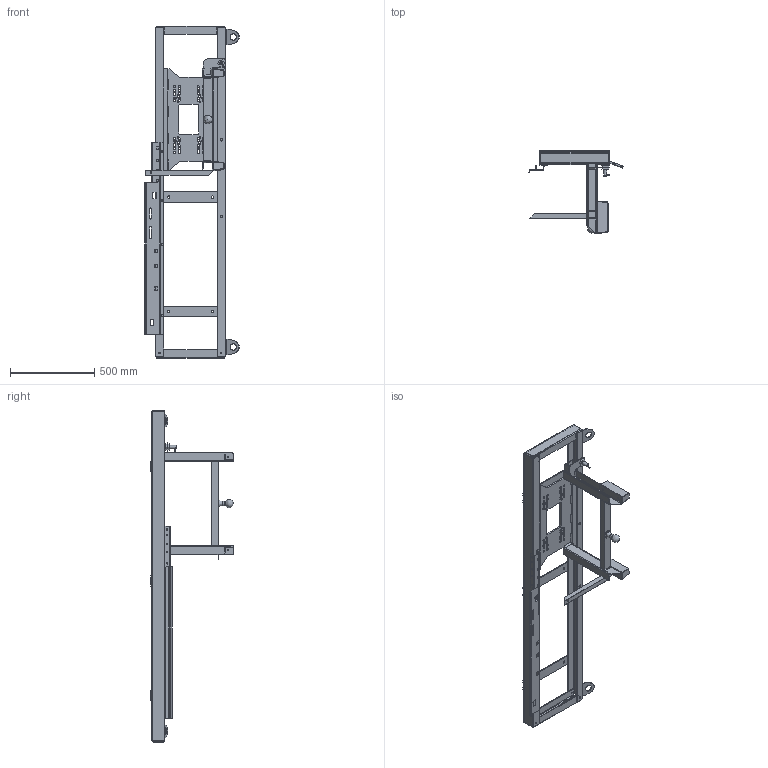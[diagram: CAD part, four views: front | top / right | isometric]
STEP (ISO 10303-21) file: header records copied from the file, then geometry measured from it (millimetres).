
FILE_DESCRIPTION(/* description */ (''),/* implementation_level */ '2;1');
FILE_NAME(/* name */ '632-045_Windenverschub.stp',/* time_stamp */ '2018-08-27T16:46:00+02:00',/* author */ ('lang1ph'),/* organization */ (''),/* preprocessor_version */ 'ST-DEVELOPER v17',/* originating_system */ 'Autodesk Inventor 2018',/* authorisation */ '');
FILE_SCHEMA (('AUTOMOTIVE_DESIGN { 1 0 10303 214 3 1 1 }'));
Length unit declared in the file: millimetre
Products named in the file (1): Windenverschub 632 045 mit Schweißnähten_Shrinkwrap_1
Bounding box: 561.5 x 490.74 x 1970 mm (x, y, z)
Surface area: 3345257.7 mm2 (no closed solid volume)
Topology: 0 solids, 69 shells, 656 faces, 1870 edges, 1284 vertices
Faces by surface type: plane 429, cylinder 210, bspline 9, torus 6, cone 2
Full cylindrical faces by diameter (mm): 6.98 x5, 9 x17, 12 x2, 13 x24, 14 x6, 15 x7, 20 x1, 25 x1, 40 x2
Entity records: 22554 total; most frequent: CARTESIAN_POINT 4184, DIRECTION 3667, ORIENTED_EDGE 3343, EDGE_CURVE 1861, LINE 1339, VECTOR 1339, VERTEX_POINT 1284, AXIS2_PLACEMENT_3D 1164
